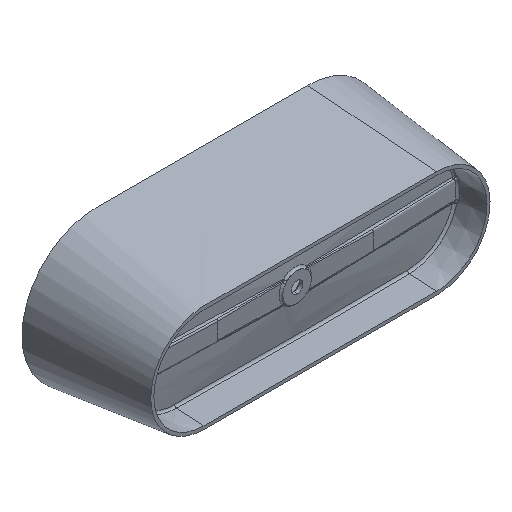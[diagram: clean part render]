
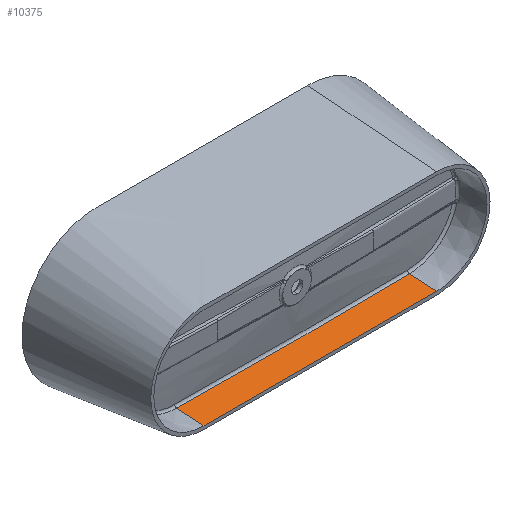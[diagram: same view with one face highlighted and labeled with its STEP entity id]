
A CAD part, isometric view. The second image highlights one B-rep face of the part: STEP entity #10375.
In plain terms, the highlighted planar face has unit normal (0, -0.052, 0.999).
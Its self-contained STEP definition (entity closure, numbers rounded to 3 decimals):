
#257 = CARTESIAN_POINT ( 'NONE',  ( -458.335, -431.465, -230.478 ) ) ;
#361 = CARTESIAN_POINT ( 'NONE',  ( 320.838, -432.984, -230.557 ) ) ;
#461 = DIRECTION ( 'NONE',  ( 0., -0.999, -0.052 ) ) ;
#1277 = ORIENTED_EDGE ( 'NONE', *, *, #4114, .F. ) ;
#1370 = CARTESIAN_POINT ( 'NONE',  ( -229.173, -433.88, -230.604 ) ) ;
#1527 = CARTESIAN_POINT ( 'NONE',  ( 458.335, -431.462, -230.478 ) ) ;
#1558 = LINE ( 'NONE', #8893, #3129 ) ;
#2591 = CARTESIAN_POINT ( 'NONE',  ( 504.167, -430.963, -230.451 ) ) ;
#2727 = PLANE ( 'NONE',  #3501 ) ;
#2796 = CARTESIAN_POINT ( 'NONE',  ( 550., -575., -238. ) ) ;
#3129 = VECTOR ( 'NONE', #11175, 1000. ) ;
#3420 = ORIENTED_EDGE ( 'NONE', *, *, #6806, .T. ) ;
#3466 = VERTEX_POINT ( 'NONE', #12632 ) ;
#3501 = AXIS2_PLACEMENT_3D ( 'NONE', #7640, #6465, #5164 ) ;
#3820 = CARTESIAN_POINT ( 'NONE',  ( 183.34, -434.258, -230.624 ) ) ;
#4033 = CARTESIAN_POINT ( 'NONE',  ( -91.671, -434.787, -230.652 ) ) ;
#4114 = EDGE_CURVE ( 'NONE', #12717, #9866, #13644, .T. ) ;
#5081 = CARTESIAN_POINT ( 'NONE',  ( 229.173, -433.876, -230.604 ) ) ;
#5088 = B_SPLINE_CURVE_WITH_KNOTS ( 'NONE', 3,
 ( #7668, #2591, #1527, #14829, #361, #5081, #3820, #6386, #11333, #5138, #4033, #7555, #1370, #13616, #11227, #257, #9999, #6277 ),
 .UNSPECIFIED., .F., .F.,
 ( 4, 2, 2, 2, 2, 2, 2, 2, 4 ),
 ( 0., 0.138, 0.275, 0.413, 0.55, 0.688, 0.825, 0.963, 1.1 ),
 .UNSPECIFIED. ) ;
#5138 = CARTESIAN_POINT ( 'NONE',  ( -45.836, -434.929, -230.659 ) ) ;
#5164 = DIRECTION ( 'NONE',  ( 0., 0.999, 0.052 ) ) ;
#5246 = VECTOR ( 'NONE', #8693, 1000. ) ;
#5293 = FACE_OUTER_BOUND ( 'NONE', #12369, .T. ) ;
#6277 = CARTESIAN_POINT ( 'NONE',  ( -550., -430.528, -230.429 ) ) ;
#6386 = CARTESIAN_POINT ( 'NONE',  ( 91.671, -434.785, -230.652 ) ) ;
#6465 = DIRECTION ( 'NONE',  ( 0., 0.052, -0.999 ) ) ;
#6792 = EDGE_CURVE ( 'NONE', #3466, #11800, #5088, .T. ) ;
#6806 = EDGE_CURVE ( 'NONE', #11800, #9866, #1558, .T. ) ;
#7359 = CARTESIAN_POINT ( 'NONE',  ( -550., -560., -237.214 ) ) ;
#7555 = CARTESIAN_POINT ( 'NONE',  ( -183.34, -434.262, -230.624 ) ) ;
#7640 = CARTESIAN_POINT ( 'NONE',  ( -550., -575., -238. ) ) ;
#7668 = CARTESIAN_POINT ( 'NONE',  ( 550., -430.527, -230.428 ) ) ;
#7812 = ORIENTED_EDGE ( 'NONE', *, *, #6792, .T. ) ;
#8693 = DIRECTION ( 'NONE',  ( -1., 0., 0. ) ) ;
#8893 = CARTESIAN_POINT ( 'NONE',  ( -550., -575., -238. ) ) ;
#9456 = CARTESIAN_POINT ( 'NONE',  ( 550., -560., -237.214 ) ) ;
#9637 = EDGE_CURVE ( 'NONE', #3466, #12717, #14822, .T. ) ;
#9866 = VERTEX_POINT ( 'NONE', #10473 ) ;
#9999 = CARTESIAN_POINT ( 'NONE',  ( -504.167, -430.965, -230.451 ) ) ;
#10375 = ADVANCED_FACE ( 'NONE', ( #5293 ), #2727, .F. ) ;
#10459 = VECTOR ( 'NONE', #461, 1000. ) ;
#10473 = CARTESIAN_POINT ( 'NONE',  ( -550., -560., -237.214 ) ) ;
#10771 = CARTESIAN_POINT ( 'NONE',  ( -550., -430.528, -230.429 ) ) ;
#11175 = DIRECTION ( 'NONE',  ( 0., -0.999, -0.052 ) ) ;
#11227 = CARTESIAN_POINT ( 'NONE',  ( -366.671, -432.479, -230.531 ) ) ;
#11333 = CARTESIAN_POINT ( 'NONE',  ( 45.836, -434.928, -230.659 ) ) ;
#11800 = VERTEX_POINT ( 'NONE', #10771 ) ;
#12369 = EDGE_LOOP ( 'NONE', ( #1277, #14336, #7812, #3420 ) ) ;
#12632 = CARTESIAN_POINT ( 'NONE',  ( 550., -430.527, -230.428 ) ) ;
#12717 = VERTEX_POINT ( 'NONE', #9456 ) ;
#13616 = CARTESIAN_POINT ( 'NONE',  ( -320.838, -432.988, -230.557 ) ) ;
#13644 = LINE ( 'NONE', #7359, #5246 ) ;
#14336 = ORIENTED_EDGE ( 'NONE', *, *, #9637, .F. ) ;
#14822 = LINE ( 'NONE', #2796, #10459 ) ;
#14829 = CARTESIAN_POINT ( 'NONE',  ( 366.671, -432.475, -230.531 ) ) ;
